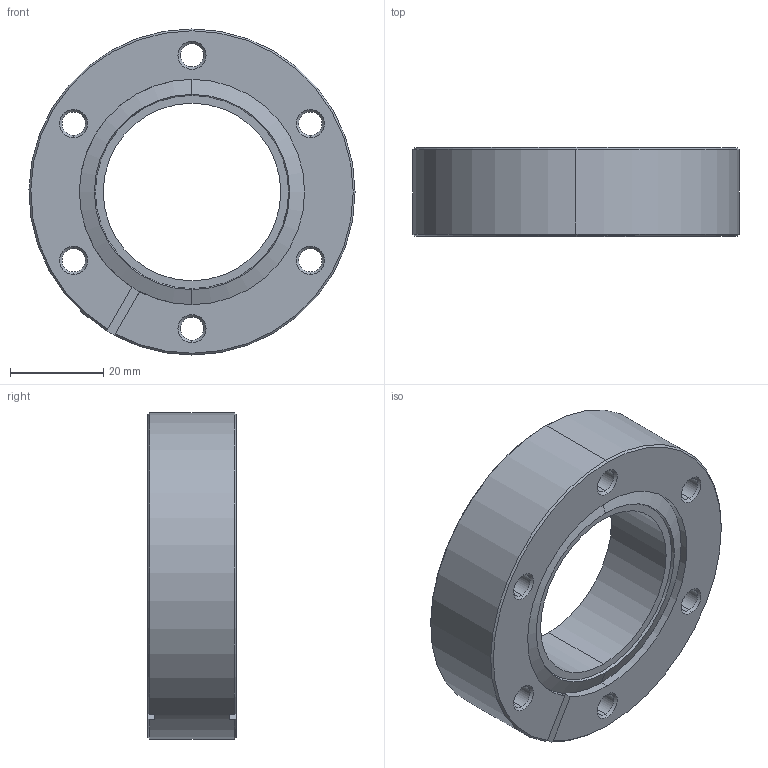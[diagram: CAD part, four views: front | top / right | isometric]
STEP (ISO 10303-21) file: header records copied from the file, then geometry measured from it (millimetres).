
FILE_DESCRIPTION (( 'STEP AP214' ), '1' );
FILE_NAME ('Hositrad_CF35-38-DT.STEP', '2017-05-05T14:28:38', ( 'Gebruiker' ), ( '' ), 'SwSTEP 2.0', 'SolidWorks 2017', '' );
FILE_SCHEMA (( 'AUTOMOTIVE_DESIGN' ));
Length unit declared in the file: millimetre
Products named in the file (1): Hositrad_CF35-38-DT
Bounding box: 69.99 x 19 x 70 mm (x, y, z)
Volume: 47439 mm3; surface area: 13741.1 mm2
Topology: 1 solids, 1 shells, 68 faces, 162 edges, 96 vertices
Faces by surface type: cone 38, cylinder 20, plane 10
Entity records: 2162 total; most frequent: DIRECTION 382, CARTESIAN_POINT 339, ORIENTED_EDGE 324, EDGE_CURVE 162, AXIS2_PLACEMENT_3D 155, VERTEX_POINT 96, CIRCLE 86, EDGE_LOOP 82
